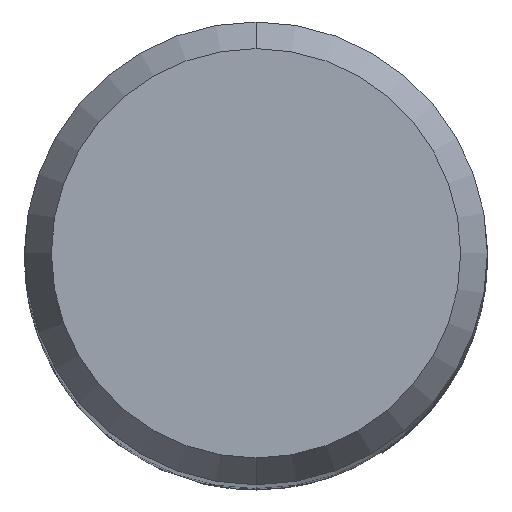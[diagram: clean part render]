
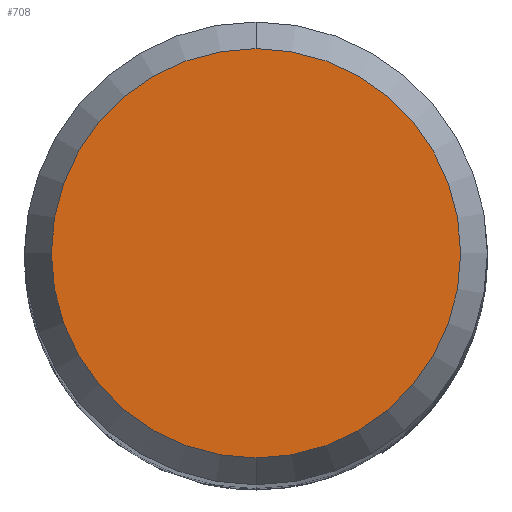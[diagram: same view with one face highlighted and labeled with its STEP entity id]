
A CAD part, top view. The second image highlights one B-rep face of the part: STEP entity #708.
In plain terms, the highlighted planar face has unit normal (0, 0, 1).
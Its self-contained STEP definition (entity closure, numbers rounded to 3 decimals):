
#708=ADVANCED_FACE('',(#1454),#1455,.T.);
#712=EDGE_CURVE('',#802,#924,#1460,.T.);
#802=VERTEX_POINT('',#1561);
#844=EDGE_CURVE('',#924,#802,#1607,.T.);
#924=VERTEX_POINT('',#1696);
#1454=FACE_OUTER_BOUND('',#4366,.T.);
#1455=PLANE('',#4367);
#1460=CIRCLE('',#4373,3.538);
#1561=CARTESIAN_POINT('',(0.0,3.538,0.0));
#1607=CIRCLE('',#5952,3.538);
#1696=CARTESIAN_POINT('',(0.,-3.538,0.0));
#4366=EDGE_LOOP('',(#8637,#8638));
#4367=AXIS2_PLACEMENT_3D('',#8639,#8640,#8641);
#4373=AXIS2_PLACEMENT_3D('',#8667,#8668,#8669);
#5952=AXIS2_PLACEMENT_3D('',#8857,#8858,#8859);
#8637=ORIENTED_EDGE('',*,*,#712,.F.);
#8638=ORIENTED_EDGE('',*,*,#844,.F.);
#8639=CARTESIAN_POINT('',(0.0,1.769,0.0));
#8640=DIRECTION('',(-0.0,0.0,1.0));
#8641=DIRECTION('',(0.0,-1.0,0.0));
#8667=CARTESIAN_POINT('',(0.0,0.0,0.0));
#8668=DIRECTION('',(0.0,0.0,-1.0));
#8669=DIRECTION('',(0.0,1.0,0.0));
#8857=CARTESIAN_POINT('',(0.0,0.0,0.0));
#8858=DIRECTION('',(0.0,0.0,-1.0));
#8859=DIRECTION('',(0.0,1.0,0.0));
